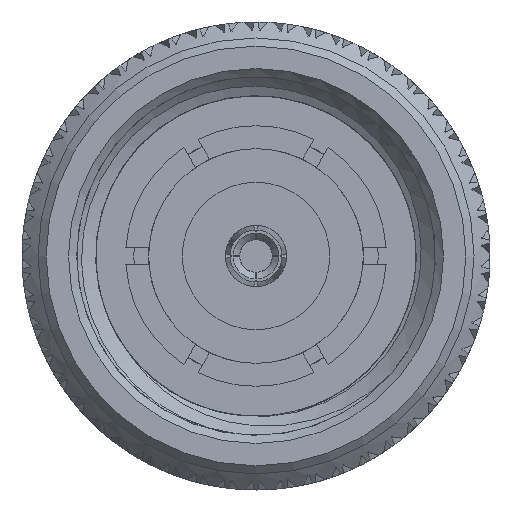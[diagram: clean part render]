
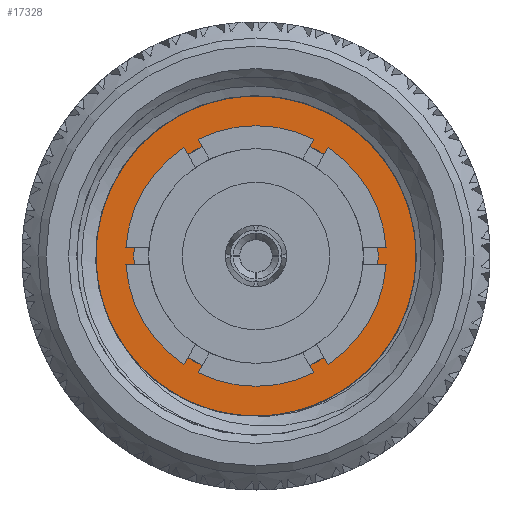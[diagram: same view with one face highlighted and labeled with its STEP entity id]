
A CAD part, left-side view. The second image highlights one B-rep face of the part: STEP entity #17328.
In plain terms, the highlighted planar face has unit normal (-1, 0, 0).
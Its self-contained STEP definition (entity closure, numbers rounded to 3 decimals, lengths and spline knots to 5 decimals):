
#776 = CARTESIAN_POINT ( 'NONE',  ( 0.315, -0.12971, -0.15147 ) ) ;
#2173 = DIRECTION ( 'NONE',  ( 1., 0., 0. ) ) ;
#2711 = VECTOR ( 'NONE', #76534, 39.37008 ) ;
#3916 = CARTESIAN_POINT ( 'NONE',  ( 0.315, -0.1968, 0.07763 ) ) ;
#4015 = CARTESIAN_POINT ( 'NONE',  ( 0.315, 0., -0.21875 ) ) ;
#5022 = CARTESIAN_POINT ( 'NONE',  ( 0.315, -0.06646, -0.18391 ) ) ;
#8738 = CARTESIAN_POINT ( 'NONE',  ( 0.315, -0.08576, -0.1772 ) ) ;
#9279 = CARTESIAN_POINT ( 'NONE',  ( 0.315, -0.13757, -0.14502 ) ) ;
#10838 = CARTESIAN_POINT ( 'NONE',  ( 0.315, -0.20615, 0.03797 ) ) ;
#11366 = CARTESIAN_POINT ( 'NONE',  ( 0.315, -0.20629, -0.02311 ) ) ;
#12638 = EDGE_LOOP ( 'NONE', ( #99162 ) ) ;
#17256 = CARTESIAN_POINT ( 'NONE',  ( 0.315, -0.17788, -0.09907 ) ) ;
#17328 = ADVANCED_FACE ( 'NONE', ( #53365, #102314 ), #101801, .T. ) ;
#20786 = CARTESIAN_POINT ( 'NONE',  ( 0.315, 0., -0.19555 ) ) ;
#20841 = DIRECTION ( 'NONE',  ( 0., -1., 0. ) ) ;
#22052 = CARTESIAN_POINT ( 'NONE',  ( 0.315, 0., -0.19555 ) ) ;
#23015 = ORIENTED_EDGE ( 'NONE', *, *, #44362, .T. ) ;
#24552 = AXIS2_PLACEMENT_3D ( 'NONE', #38210, #63222, #62707 ) ;
#26327 = CARTESIAN_POINT ( 'NONE',  ( 0.315, -0.20454, 0.04797 ) ) ;
#34115 = ORIENTED_EDGE ( 'NONE', *, *, #92244, .F. ) ;
#35386 = CARTESIAN_POINT ( 'NONE',  ( 0.315, -0.06646, -0.18391 ) ) ;
#37375 = DIRECTION ( 'NONE',  ( -1., 0., 0. ) ) ;
#38179 = LINE ( 'NONE', #103136, #2711 ) ;
#38210 = CARTESIAN_POINT ( 'NONE',  ( 0.315, 0., 0. ) ) ;
#39186 = VERTEX_POINT ( 'NONE', #4015 ) ;
#39823 = EDGE_CURVE ( 'NONE', #101804, #101804, #80384, .T. ) ;
#41251 = CARTESIAN_POINT ( 'NONE',  ( 0.315, -0.10405, -0.16834 ) ) ;
#41776 = CARTESIAN_POINT ( 'NONE',  ( 0.315, -0.18775, -0.08136 ) ) ;
#43358 = CARTESIAN_POINT ( 'NONE',  ( 0.315, -0.19988, 0.06777 ) ) ;
#44362 = EDGE_CURVE ( 'NONE', #76384, #82022, #68813, .T. ) ;
#44412 = CARTESIAN_POINT ( 'NONE',  ( 0.315, -0.18933, 0.09653 ) ) ;
#46041 = CARTESIAN_POINT ( 'NONE',  ( 0.315, -0.02262, -0.19555 ) ) ;
#49246 = CARTESIAN_POINT ( 'NONE',  ( 0.315, -0.06646, -0.18391 ) ) ;
#51361 = CARTESIAN_POINT ( 'NONE',  ( 0.315, -0.14972, 0.15536 ) ) ;
#53365 = FACE_BOUND ( 'NONE', #12638, .T. ) ;
#55463 = CIRCLE ( 'NONE', #82637, 0.21875 ) ;
#55842 = EDGE_LOOP ( 'NONE', ( #34115, #80309, #58547, #23015 ) ) ;
#58547 = ORIENTED_EDGE ( 'NONE', *, *, #80911, .T. ) ;
#58801 = CARTESIAN_POINT ( 'NONE',  ( 0.315, -0.15654, 0.14785 ) ) ;
#59855 = CARTESIAN_POINT ( 'NONE',  ( 0.315, -0.16916, 0.13176 ) ) ;
#60374 = CARTESIAN_POINT ( 'NONE',  ( 0.315, -0.20791, 0.01776 ) ) ;
#60900 = CARTESIAN_POINT ( 'NONE',  ( 0.315, -0.18495, 0.10566 ) ) ;
#62297 = VERTEX_POINT ( 'NONE', #20786 ) ;
#62707 = DIRECTION ( 'NONE',  ( 0., 1., 0. ) ) ;
#63222 = DIRECTION ( 'NONE',  ( 1., 0., 0. ) ) ;
#65044 = AXIS2_PLACEMENT_3D ( 'NONE', #85800, #37375, #20841 ) ;
#65751 = CARTESIAN_POINT ( 'NONE',  ( 0.315, -0.15227, -0.13097 ) ) ;
#66785 = CARTESIAN_POINT ( 'NONE',  ( 0.315, -0.20807, 0.00748 ) ) ;
#68813 = B_SPLINE_CURVE_WITH_KNOTS ( 'NONE', 3,
 ( #49246, #81674, #8738, #41251, #73740, #776, #9279, #65751, #98202, #17256, #41776, #92317, #11366, #66785, #60374, #10838, #26327, #43358, #3916, #44412, #60900, #75812, #59855, #58801, #51361, #93368, #74760, #76867 ),
 .UNSPECIFIED., .F., .F.,
 ( 4, 2, 2, 2, 2, 2, 2, 2, 2, 2, 2, 2, 2, 4 ),
 ( 0., 0.00077, 0.00155, 0.00232, 0.0031, 0.00464, 0.00619, 0.00697, 0.00774, 0.00852, 0.00929, 0.01006, 0.01084, 0.01239 ),
 .UNSPECIFIED. ) ;
#69029 = B_SPLINE_CURVE_WITH_KNOTS ( 'NONE', 3,
 ( #22052, #46041, #85959, #5022 ),
 .UNSPECIFIED., .F., .F.,
 ( 4, 4 ),
 ( 0., 0.00172 ),
 .UNSPECIFIED. ) ;
#73740 = CARTESIAN_POINT ( 'NONE',  ( 0.315, -0.11289, -0.16317 ) ) ;
#74760 = CARTESIAN_POINT ( 'NONE',  ( 0.315, -0.11106, 0.18848 ) ) ;
#75116 = CARTESIAN_POINT ( 'NONE',  ( 0.315, 0., 0. ) ) ;
#75812 = CARTESIAN_POINT ( 'NONE',  ( 0.315, -0.17488, 0.12324 ) ) ;
#76384 = VERTEX_POINT ( 'NONE', #35386 ) ;
#76534 = DIRECTION ( 'NONE',  ( 0., 0., 1. ) ) ;
#76867 = CARTESIAN_POINT ( 'NONE',  ( 0.315, -0.0929, 0.19804 ) ) ;
#80309 = ORIENTED_EDGE ( 'NONE', *, *, #87142, .T. ) ;
#80384 = CIRCLE ( 'NONE', #24552, 0.149 ) ;
#80911 = EDGE_CURVE ( 'NONE', #62297, #76384, #69029, .T. ) ;
#81674 = CARTESIAN_POINT ( 'NONE',  ( 0.315, -0.07629, -0.18093 ) ) ;
#82022 = VERTEX_POINT ( 'NONE', #98023 ) ;
#82637 = AXIS2_PLACEMENT_3D ( 'NONE', #75116, #2173, #102774 ) ;
#85800 = CARTESIAN_POINT ( 'NONE',  ( 0.315, 0., 0. ) ) ;
#85959 = CARTESIAN_POINT ( 'NONE',  ( 0.315, -0.04518, -0.1916 ) ) ;
#86325 = CARTESIAN_POINT ( 'NONE',  ( 0.315, 0.149, 0. ) ) ;
#87142 = EDGE_CURVE ( 'NONE', #39186, #62297, #38179, .T. ) ;
#92244 = EDGE_CURVE ( 'NONE', #39186, #82022, #55463, .T. ) ;
#92317 = CARTESIAN_POINT ( 'NONE',  ( 0.315, -0.20212, -0.04292 ) ) ;
#93368 = CARTESIAN_POINT ( 'NONE',  ( 0.315, -0.12779, 0.17637 ) ) ;
#98023 = CARTESIAN_POINT ( 'NONE',  ( 0.315, -0.0929, 0.19804 ) ) ;
#98202 = CARTESIAN_POINT ( 'NONE',  ( 0.315, -0.15915, -0.12333 ) ) ;
#99162 = ORIENTED_EDGE ( 'NONE', *, *, #39823, .T. ) ;
#101801 = PLANE ( 'NONE',  #65044 ) ;
#101804 = VERTEX_POINT ( 'NONE', #86325 ) ;
#102314 = FACE_OUTER_BOUND ( 'NONE', #55842, .T. ) ;
#102774 = DIRECTION ( 'NONE',  ( 0., -1., 0. ) ) ;
#103136 = CARTESIAN_POINT ( 'NONE',  ( 0.315, 0., 0. ) ) ;
